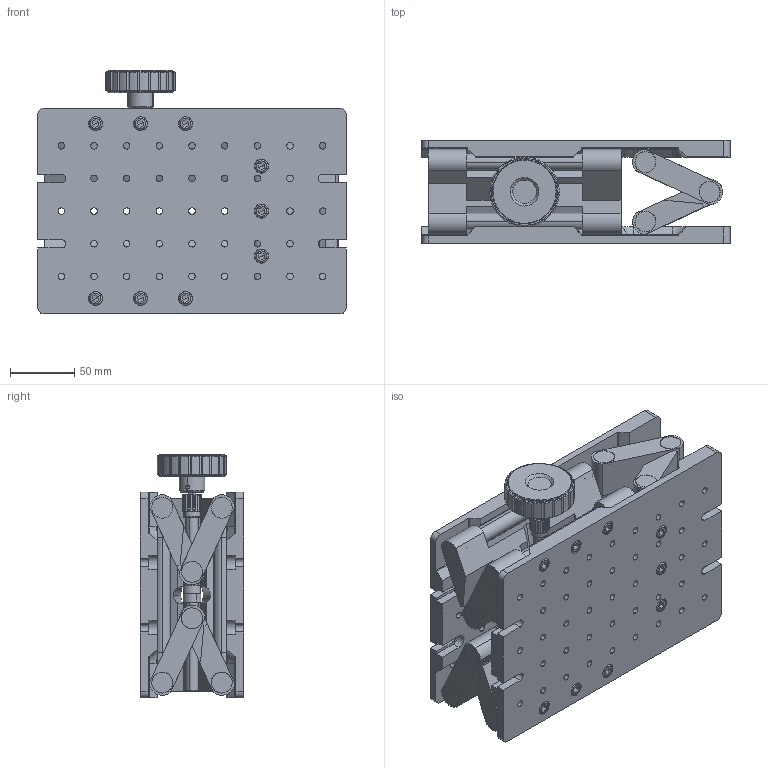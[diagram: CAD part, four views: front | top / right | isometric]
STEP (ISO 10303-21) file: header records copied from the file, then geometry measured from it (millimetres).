
FILE_DESCRIPTION (( 'STEP AP203' ), '1' );
FILE_NAME ('06LJF-4.STEP', '2016-05-10T02:43:51', ( '' ), ( '' ), 'SwSTEP 2.0', 'SolidWorks 2016', '' );
FILE_SCHEMA (( 'CONFIG_CONTROL_DESIGN' ));
Length unit declared in the file: millimetre
Products named in the file (1): 06LJF-4
Bounding box: 240 x 80.17 x 189.7 mm (x, y, z)
Volume: 1616015 mm3; surface area: 475791.9 mm2
Topology: 120 solids, 120 shells, 2276 faces, 5625 edges, 3557 vertices
Faces by surface type: cylinder 966, plane 806, cone 420, bspline 76, torus 8
Entity records: 73674 total; most frequent: CARTESIAN_POINT 19910, DIRECTION 11290, ORIENTED_EDGE 10938, EDGE_CURVE 5469, AXIS2_PLACEMENT_3D 4370, VERTEX_POINT 3557, EDGE_LOOP 2744, LINE 2550
